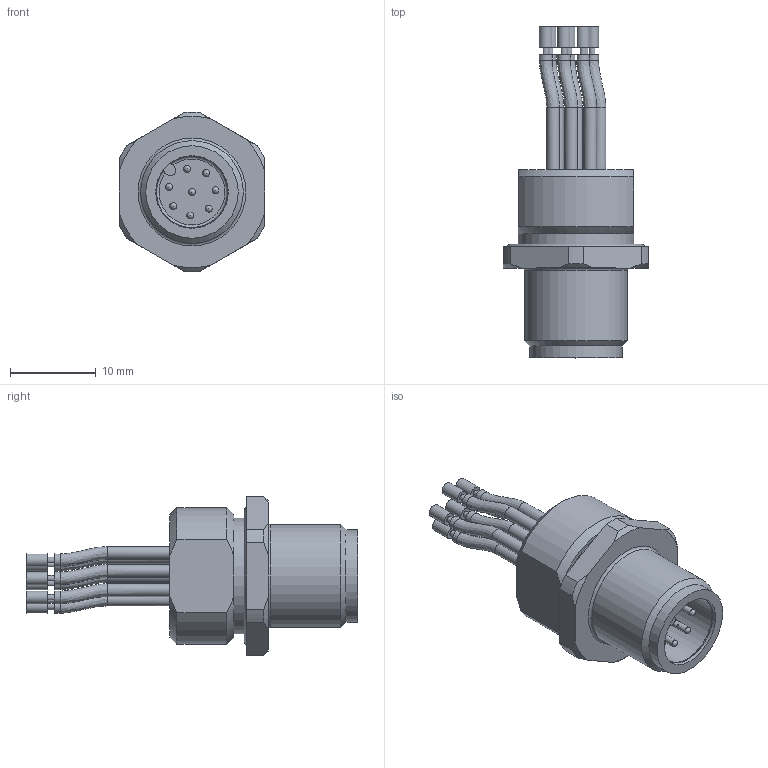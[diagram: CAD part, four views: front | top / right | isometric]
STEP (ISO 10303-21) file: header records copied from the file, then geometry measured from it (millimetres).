
FILE_DESCRIPTION(/* description */ (''),/* implementation_level */ '2;1');
FILE_NAME(/* name */ 'AL-FVM12SUA8-m_M16.stp',/* time_stamp */ '2016-11-17T09:21:51+01:00',/* author */ (''),/* organization */ (''),/* preprocessor_version */ 'ST-DEVELOPER v16',/* originating_system */ 'SIEMENS PLM Software NX 10.0',/* authorisation */ '');
FILE_SCHEMA (('AUTOMOTIVE_DESIGN { 1 0 10303 214 3 1 1 1 }'));
Length unit declared in the file: millimetre
Products named in the file (1): AL-FVM12SUA8-m_M16
Bounding box: 17 x 38.8 x 18.69 mm (x, y, z)
Volume: 3157.6 mm3; surface area: 2563.1 mm2
Topology: 1 solids, 1 shells, 128 faces, 307 edges, 209 vertices
Faces by surface type: cylinder 54, plane 42, cone 13, sphere 8, bspline 8, torus 3
Full cylindrical faces by diameter (mm): 0.7 x8, 0.8 x8, 1.5 x24, 8.4 x1, 10.8 x1, 12 x1, 13.5 x1
Entity records: 3446 total; most frequent: CARTESIAN_POINT 1002, DIRECTION 532, ORIENTED_EDGE 376, AXIS2_PLACEMENT_3D 245, EDGE_LOOP 221, EDGE_CURVE 188, FACE_BOUND 172, VERTEX_POINT 155
